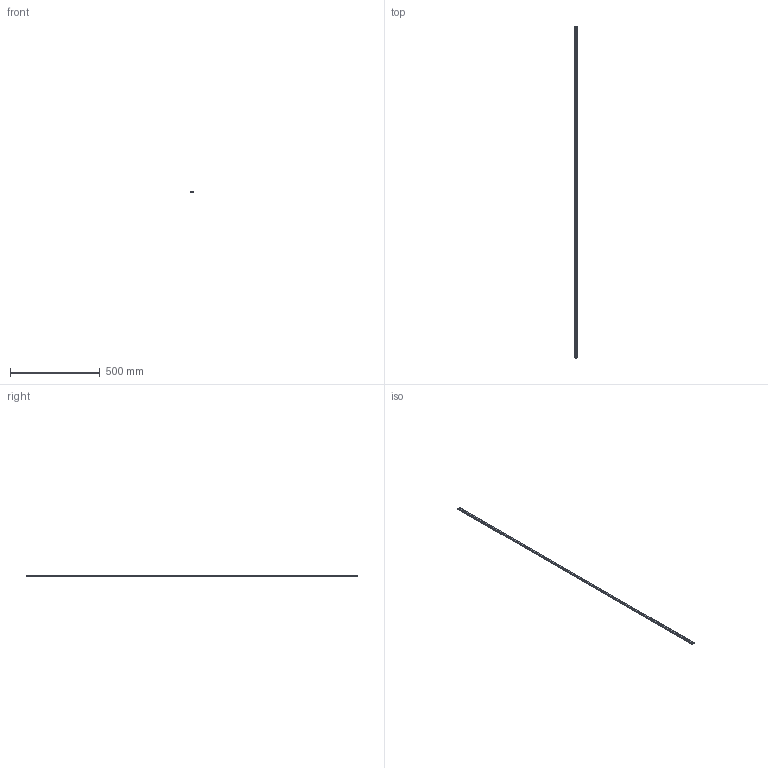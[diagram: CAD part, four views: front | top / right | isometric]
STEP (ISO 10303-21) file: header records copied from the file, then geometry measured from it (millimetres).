
FILE_DESCRIPTION(('STEP AP214'),'1');
FILE_NAME('cctmp_35D5D59A-E123-4329-B932-B31D2F628247_2021_02_19_10_16_19_0176..stp','2021-02-19T09:16:19',('HIWIN GmbH'),('CADClick - www.CADClick.com'),'Spatial InterOp 3D',' ','unknown authorization');
FILE_SCHEMA(('AUTOMOTIVE_DESIGN'));
Length unit declared in the file: millimetre
Products named in the file (1): MGNR12R1845CM_FILE
Bounding box: 12 x 1845 x 8 mm (x, y, z)
Volume: 157988.8 mm3; surface area: 91753.7 mm2
Topology: 1 solids, 1 shells, 761 faces, 1599 edges, 1066 vertices
Faces by surface type: cylinder 460, plane 301
Entity records: 26905 total; most frequent: DIRECTION 4043, CARTESIAN_POINT 3427, ORIENTED_EDGE 3198, AXIS2_PLACEMENT_3D 1682, EDGE_CURVE 1599, VERTEX_POINT 1066, EDGE_LOOP 987, CIRCLE 920
